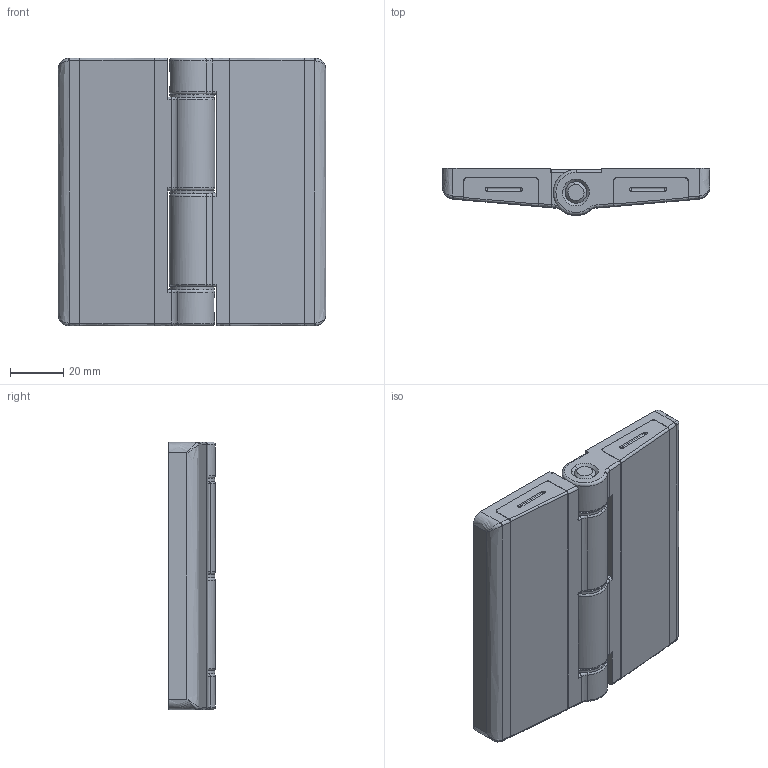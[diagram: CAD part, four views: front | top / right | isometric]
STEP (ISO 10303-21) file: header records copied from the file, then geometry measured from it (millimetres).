
FILE_DESCRIPTION((''),'2;1');
FILE_NAME('','2005-04-20T08:47:45',(''),(''),'','CADfix','');
FILE_SCHEMA(('AUTOMOTIVE_DESIGN'));
Length unit declared in the file: millimetre
Products named in the file (5): washer; cover; hinge piece; shaft; TH_117_3_32562_36
Assembly tree (8 placements, depth 2):
  TH_117_3_32562_36
    washer  x3
    cover  x2
    hinge piece  x2
    shaft
Bounding box: 100 x 17.5 x 100 mm (x, y, z)
Volume: 80852.8 mm3; surface area: 53426.4 mm2
Topology: 8 solids, 8 shells, 284 faces, 792 edges, 532 vertices
Faces by surface type: bspline 284
Entity records: 5607 total; most frequent: CARTESIAN_POINT 3203, ORIENTED_EDGE 804, EDGE_CURVE 402, VERTEX_POINT 272, QUASI_UNIFORM_CURVE 202, EDGE_LOOP 166, FACE_OUTER_BOUND 144, ADVANCED_FACE 144
